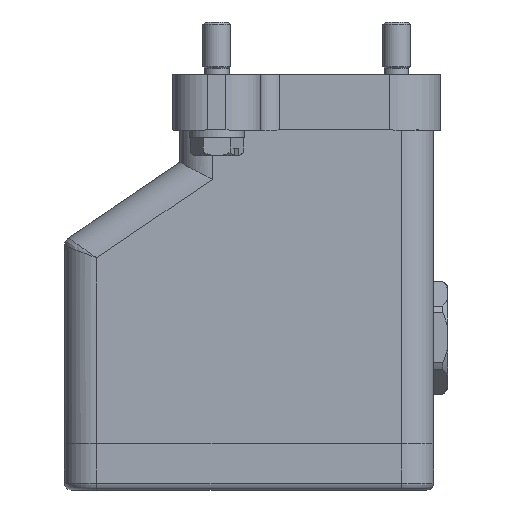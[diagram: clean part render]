
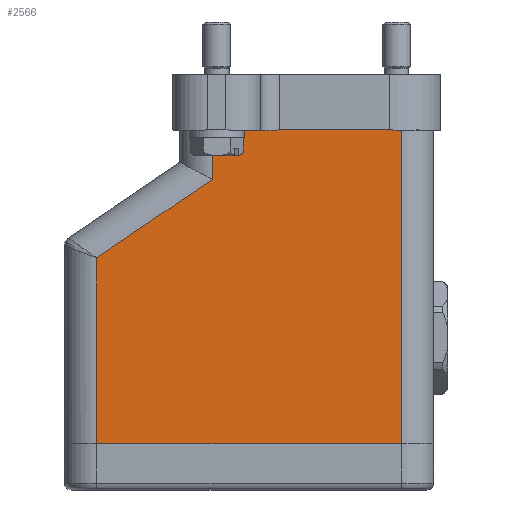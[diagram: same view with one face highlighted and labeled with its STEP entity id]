
A CAD part, left-side view. The second image highlights one B-rep face of the part: STEP entity #2566.
In plain terms, the highlighted planar face has unit normal (-1, 0, 0).
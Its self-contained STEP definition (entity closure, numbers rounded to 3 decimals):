
#2261=PLANE('',#11994);
#2566=ADVANCED_FACE('',(#3297),#2261,.T.);
#3297=FACE_OUTER_BOUND('',#3782,.T.);
#3782=EDGE_LOOP('',(#5115,#5116,#5117,#5118,#5119,#5120));
#5115=ORIENTED_EDGE('',*,*,#7906,.F.);
#5116=ORIENTED_EDGE('',*,*,#8329,.T.);
#5117=ORIENTED_EDGE('',*,*,#8330,.T.);
#5118=ORIENTED_EDGE('',*,*,#8327,.T.);
#5119=ORIENTED_EDGE('',*,*,#8310,.T.);
#5120=ORIENTED_EDGE('',*,*,#8302,.T.);
#6986=VERTEX_POINT('',#15530);
#6991=VERTEX_POINT('',#15540);
#7300=VERTEX_POINT('',#17061);
#7306=VERTEX_POINT('',#17148);
#7313=VERTEX_POINT('',#17380);
#7314=VERTEX_POINT('',#17384);
#7906=EDGE_CURVE('',#6991,#6986,#10167,.T.);
#8302=EDGE_CURVE('',#7300,#6986,#10309,.T.);
#8310=EDGE_CURVE('',#7306,#7300,#10315,.T.);
#8327=EDGE_CURVE('',#7313,#7306,#10325,.T.);
#8329=EDGE_CURVE('',#6991,#7314,#10326,.T.);
#8330=EDGE_CURVE('',#7314,#7313,#10327,.T.);
#10167=LINE('',#15541,#10773);
#10309=LINE('',#17060,#10915);
#10315=LINE('',#17147,#10921);
#10325=LINE('',#17379,#10931);
#10326=LINE('',#17383,#10932);
#10327=LINE('',#17385,#10933);
#10773=VECTOR('',#12817,1.);
#10915=VECTOR('',#13399,1.);
#10921=VECTOR('',#13409,1.);
#10931=VECTOR('',#13439,1.);
#10932=VECTOR('',#13444,1.);
#10933=VECTOR('',#13445,1.);
#11994=AXIS2_PLACEMENT_3D('',#17386,#13446,#13447);
#12817=DIRECTION('',(0.,1.,0.));
#13399=DIRECTION('',(0.,0.,-1.));
#13409=DIRECTION('',(0.,0.827,-0.562));
#13439=DIRECTION('',(0.,0.,-1.));
#13444=DIRECTION('',(0.,0.,1.));
#13445=DIRECTION('',(0.,1.,0.));
#13446=DIRECTION('',(-1.,0.,0.));
#13447=DIRECTION('',(0.,0.,1.));
#15530=CARTESIAN_POINT('',(-76.5,45.5,-62.));
#15540=CARTESIAN_POINT('',(-76.5,-20.5,-62.));
#15541=CARTESIAN_POINT('',(-76.5,-27.6,-62.));
#17060=CARTESIAN_POINT('',(-76.5,45.5,-21.705));
#17061=CARTESIAN_POINT('',(-76.5,45.5,-21.705));
#17147=CARTESIAN_POINT('',(-76.5,20.5,-4.705));
#17148=CARTESIAN_POINT('',(-76.5,20.5,-4.705));
#17379=CARTESIAN_POINT('',(-76.5,20.5,6.));
#17380=CARTESIAN_POINT('',(-76.5,20.5,6.));
#17383=CARTESIAN_POINT('',(-76.5,-20.5,-62.));
#17384=CARTESIAN_POINT('',(-76.5,-20.5,6.));
#17385=CARTESIAN_POINT('',(-76.5,-20.5,6.));
#17386=CARTESIAN_POINT('',(-76.5,-27.6,-62.1));
